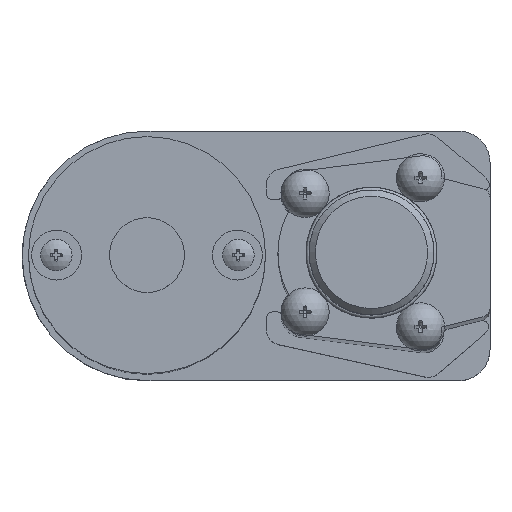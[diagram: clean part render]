
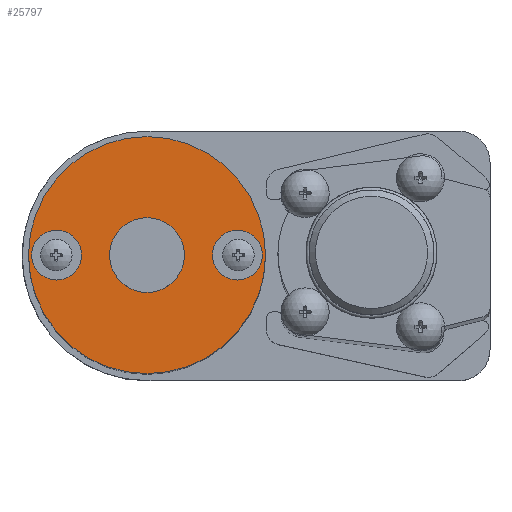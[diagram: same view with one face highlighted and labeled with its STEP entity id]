
A CAD part, top view. The second image highlights one B-rep face of the part: STEP entity #25797.
In plain terms, the highlighted planar face has unit normal (0, 0, 1).
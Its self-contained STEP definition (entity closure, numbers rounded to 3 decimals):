
#20360 = CYLINDRICAL_SURFACE('',#20361,19.);
#20361 = AXIS2_PLACEMENT_3D('',#20362,#20363,#20364);
#20362 = CARTESIAN_POINT('',(0.,0.,67.5));
#20363 = DIRECTION('',(0.,0.,1.));
#20364 = DIRECTION('',(1.,0.,0.));
#23814 = VERTEX_POINT('',#23815);
#23815 = CARTESIAN_POINT('',(19.,0.,70.5));
#23835 = EDGE_CURVE('',#23814,#23814,#23836,.T.);
#23836 = SURFACE_CURVE('',#23837,(#23842,#23871),.PCURVE_S1.);
#23837 = CIRCLE('',#23838,19.);
#23838 = AXIS2_PLACEMENT_3D('',#23839,#23840,#23841);
#23839 = CARTESIAN_POINT('',(0.,0.,70.5));
#23840 = DIRECTION('',(0.,0.,1.));
#23841 = DIRECTION('',(1.,0.,0.));
#23842 = PCURVE('',#20360,#23843);
#23843 = DEFINITIONAL_REPRESENTATION('',(#23844),#23870);
#23844 = B_SPLINE_CURVE_WITH_KNOTS('',3,(#23845,#23846,#23847,#23848,
    #23849,#23850,#23851,#23852,#23853,#23854,#23855,#23856,#23857,
    #23858,#23859,#23860,#23861,#23862,#23863,#23864,#23865,#23866,
    #23867,#23868,#23869),.UNSPECIFIED.,.F.,.F.,(4,1,1,1,1,1,1,1,1,1,1,1
    ,1,1,1,1,1,1,1,1,1,1,4),(0.,0.286,0.571,
    0.857,1.142,1.428,1.714,
    1.999,2.285,2.57,2.856,
    3.142,3.427,3.713,3.998,
    4.284,4.57,4.855,5.141,
    5.426,5.712,5.998,6.283),
  .UNSPECIFIED.);
#23845 = CARTESIAN_POINT('',(0.,3.));
#23846 = CARTESIAN_POINT('',(0.095,3.));
#23847 = CARTESIAN_POINT('',(0.286,3.));
#23848 = CARTESIAN_POINT('',(0.571,3.));
#23849 = CARTESIAN_POINT('',(0.857,3.));
#23850 = CARTESIAN_POINT('',(1.142,3.));
#23851 = CARTESIAN_POINT('',(1.428,3.));
#23852 = CARTESIAN_POINT('',(1.714,3.));
#23853 = CARTESIAN_POINT('',(1.999,3.));
#23854 = CARTESIAN_POINT('',(2.285,3.));
#23855 = CARTESIAN_POINT('',(2.57,3.));
#23856 = CARTESIAN_POINT('',(2.856,3.));
#23857 = CARTESIAN_POINT('',(3.142,3.));
#23858 = CARTESIAN_POINT('',(3.427,3.));
#23859 = CARTESIAN_POINT('',(3.713,3.));
#23860 = CARTESIAN_POINT('',(3.998,3.));
#23861 = CARTESIAN_POINT('',(4.284,3.));
#23862 = CARTESIAN_POINT('',(4.57,3.));
#23863 = CARTESIAN_POINT('',(4.855,3.));
#23864 = CARTESIAN_POINT('',(5.141,3.));
#23865 = CARTESIAN_POINT('',(5.426,3.));
#23866 = CARTESIAN_POINT('',(5.712,3.));
#23867 = CARTESIAN_POINT('',(5.998,3.));
#23868 = CARTESIAN_POINT('',(6.188,3.));
#23869 = CARTESIAN_POINT('',(6.283,3.));
#23870 = ( GEOMETRIC_REPRESENTATION_CONTEXT(2) 
PARAMETRIC_REPRESENTATION_CONTEXT() REPRESENTATION_CONTEXT('2D SPACE',''
  ) );
#23871 = PCURVE('',#23872,#23877);
#23872 = PLANE('',#23873);
#23873 = AXIS2_PLACEMENT_3D('',#23874,#23875,#23876);
#23874 = CARTESIAN_POINT('',(0.,0.,70.5));
#23875 = DIRECTION('',(0.,0.,1.));
#23876 = DIRECTION('',(1.,0.,0.));
#23877 = DEFINITIONAL_REPRESENTATION('',(#23878),#23882);
#23878 = CIRCLE('',#23879,19.);
#23879 = AXIS2_PLACEMENT_2D('',#23880,#23881);
#23880 = CARTESIAN_POINT('',(0.,0.));
#23881 = DIRECTION('',(1.,0.));
#23882 = ( GEOMETRIC_REPRESENTATION_CONTEXT(2) 
PARAMETRIC_REPRESENTATION_CONTEXT() REPRESENTATION_CONTEXT('2D SPACE',''
  ) );
#25797 = ADVANCED_FACE('',(#25798,#25801,#25832,#25863),#23872,.T.);
#25798 = FACE_BOUND('',#25799,.T.);
#25799 = EDGE_LOOP('',(#25800));
#25800 = ORIENTED_EDGE('',*,*,#23835,.T.);
#25801 = FACE_BOUND('',#25802,.T.);
#25802 = EDGE_LOOP('',(#25803));
#25803 = ORIENTED_EDGE('',*,*,#25804,.F.);
#25804 = EDGE_CURVE('',#25805,#25805,#25807,.T.);
#25805 = VERTEX_POINT('',#25806);
#25806 = CARTESIAN_POINT('',(18.5,0.,70.5));
#25807 = SURFACE_CURVE('',#25808,(#25813,#25820),.PCURVE_S1.);
#25808 = CIRCLE('',#25809,4.);
#25809 = AXIS2_PLACEMENT_3D('',#25810,#25811,#25812);
#25810 = CARTESIAN_POINT('',(14.5,0.,70.5));
#25811 = DIRECTION('',(0.,0.,1.));
#25812 = DIRECTION('',(1.,0.,0.));
#25813 = PCURVE('',#23872,#25814);
#25814 = DEFINITIONAL_REPRESENTATION('',(#25815),#25819);
#25815 = CIRCLE('',#25816,4.);
#25816 = AXIS2_PLACEMENT_2D('',#25817,#25818);
#25817 = CARTESIAN_POINT('',(14.5,0.));
#25818 = DIRECTION('',(1.,0.));
#25819 = ( GEOMETRIC_REPRESENTATION_CONTEXT(2) 
PARAMETRIC_REPRESENTATION_CONTEXT() REPRESENTATION_CONTEXT('2D SPACE',''
  ) );
#25820 = PCURVE('',#25821,#25826);
#25821 = CYLINDRICAL_SURFACE('',#25822,4.);
#25822 = AXIS2_PLACEMENT_3D('',#25823,#25824,#25825);
#25823 = CARTESIAN_POINT('',(14.5,0.,70.5));
#25824 = DIRECTION('',(0.,0.,1.));
#25825 = DIRECTION('',(1.,0.,0.));
#25826 = DEFINITIONAL_REPRESENTATION('',(#25827),#25831);
#25827 = LINE('',#25828,#25829);
#25828 = CARTESIAN_POINT('',(0.,0.));
#25829 = VECTOR('',#25830,1.);
#25830 = DIRECTION('',(1.,0.));
#25831 = ( GEOMETRIC_REPRESENTATION_CONTEXT(2) 
PARAMETRIC_REPRESENTATION_CONTEXT() REPRESENTATION_CONTEXT('2D SPACE',''
  ) );
#25832 = FACE_BOUND('',#25833,.T.);
#25833 = EDGE_LOOP('',(#25834));
#25834 = ORIENTED_EDGE('',*,*,#25835,.F.);
#25835 = EDGE_CURVE('',#25836,#25836,#25838,.T.);
#25836 = VERTEX_POINT('',#25837);
#25837 = CARTESIAN_POINT('',(6.,0.,70.5));
#25838 = SURFACE_CURVE('',#25839,(#25844,#25851),.PCURVE_S1.);
#25839 = CIRCLE('',#25840,6.);
#25840 = AXIS2_PLACEMENT_3D('',#25841,#25842,#25843);
#25841 = CARTESIAN_POINT('',(0.,0.,70.5));
#25842 = DIRECTION('',(0.,0.,1.));
#25843 = DIRECTION('',(1.,0.,0.));
#25844 = PCURVE('',#23872,#25845);
#25845 = DEFINITIONAL_REPRESENTATION('',(#25846),#25850);
#25846 = CIRCLE('',#25847,6.);
#25847 = AXIS2_PLACEMENT_2D('',#25848,#25849);
#25848 = CARTESIAN_POINT('',(0.,0.));
#25849 = DIRECTION('',(1.,0.));
#25850 = ( GEOMETRIC_REPRESENTATION_CONTEXT(2) 
PARAMETRIC_REPRESENTATION_CONTEXT() REPRESENTATION_CONTEXT('2D SPACE',''
  ) );
#25851 = PCURVE('',#25852,#25857);
#25852 = CYLINDRICAL_SURFACE('',#25853,6.);
#25853 = AXIS2_PLACEMENT_3D('',#25854,#25855,#25856);
#25854 = CARTESIAN_POINT('',(0.,0.,70.5));
#25855 = DIRECTION('',(0.,0.,1.));
#25856 = DIRECTION('',(1.,0.,0.));
#25857 = DEFINITIONAL_REPRESENTATION('',(#25858),#25862);
#25858 = LINE('',#25859,#25860);
#25859 = CARTESIAN_POINT('',(0.,0.));
#25860 = VECTOR('',#25861,1.);
#25861 = DIRECTION('',(1.,0.));
#25862 = ( GEOMETRIC_REPRESENTATION_CONTEXT(2) 
PARAMETRIC_REPRESENTATION_CONTEXT() REPRESENTATION_CONTEXT('2D SPACE',''
  ) );
#25863 = FACE_BOUND('',#25864,.T.);
#25864 = EDGE_LOOP('',(#25865));
#25865 = ORIENTED_EDGE('',*,*,#25866,.F.);
#25866 = EDGE_CURVE('',#25867,#25867,#25869,.T.);
#25867 = VERTEX_POINT('',#25868);
#25868 = CARTESIAN_POINT('',(-10.5,0.,70.5));
#25869 = SURFACE_CURVE('',#25870,(#25875,#25882),.PCURVE_S1.);
#25870 = CIRCLE('',#25871,4.);
#25871 = AXIS2_PLACEMENT_3D('',#25872,#25873,#25874);
#25872 = CARTESIAN_POINT('',(-14.5,0.,70.5));
#25873 = DIRECTION('',(0.,0.,1.));
#25874 = DIRECTION('',(1.,0.,0.));
#25875 = PCURVE('',#23872,#25876);
#25876 = DEFINITIONAL_REPRESENTATION('',(#25877),#25881);
#25877 = CIRCLE('',#25878,4.);
#25878 = AXIS2_PLACEMENT_2D('',#25879,#25880);
#25879 = CARTESIAN_POINT('',(-14.5,0.));
#25880 = DIRECTION('',(1.,0.));
#25881 = ( GEOMETRIC_REPRESENTATION_CONTEXT(2) 
PARAMETRIC_REPRESENTATION_CONTEXT() REPRESENTATION_CONTEXT('2D SPACE',''
  ) );
#25882 = PCURVE('',#25883,#25888);
#25883 = CYLINDRICAL_SURFACE('',#25884,4.);
#25884 = AXIS2_PLACEMENT_3D('',#25885,#25886,#25887);
#25885 = CARTESIAN_POINT('',(-14.5,0.,70.5));
#25886 = DIRECTION('',(0.,0.,1.));
#25887 = DIRECTION('',(1.,0.,0.));
#25888 = DEFINITIONAL_REPRESENTATION('',(#25889),#25893);
#25889 = LINE('',#25890,#25891);
#25890 = CARTESIAN_POINT('',(0.,0.));
#25891 = VECTOR('',#25892,1.);
#25892 = DIRECTION('',(1.,0.));
#25893 = ( GEOMETRIC_REPRESENTATION_CONTEXT(2) 
PARAMETRIC_REPRESENTATION_CONTEXT() REPRESENTATION_CONTEXT('2D SPACE',''
  ) );
